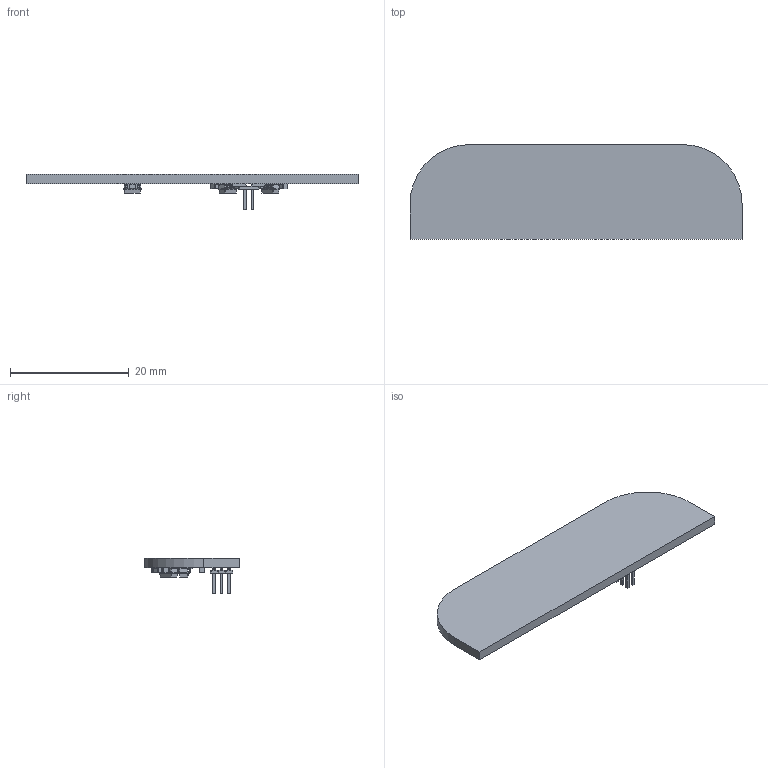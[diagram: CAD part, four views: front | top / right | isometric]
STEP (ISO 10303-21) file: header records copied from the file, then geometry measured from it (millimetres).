
FILE_DESCRIPTION(('KiCad electronic assembly'),'2;1');
FILE_NAME('Touchpad.step','2022-11-23T11:28:09',('Pcbnew'),('Kicad'), 'Open CASCADE STEP processor 7.6','KiCad to STEP converter','Unknown' );
FILE_SCHEMA(('AUTOMOTIVE_DESIGN { 1 0 10303 214 1 1 1 1 }'));
Length unit declared in the file: millimetre
Products named in the file (8): Touchpad 1; C_0603_1608Metric; SOLID; SOT-23-6; PinHeader_2x03_P1.27mm_Vertical_SMD; Touchpad PCB
Assembly tree (14 placements, depth 3):
  Touchpad 1
    C_0603_1608Metric  x6
      SOLID
    SOT-23-6  x3
      SOLID
    PinHeader_2x03_P1.27mm_Vertical_SMD
      SOLID
    Touchpad PCB
Bounding box: 56 x 16 x 6.05 mm (x, y, z)
Volume: 1402.2 mm3; surface area: 2131.4 mm2
Topology: 11 solids, 11 shells, 684 faces, 1740 edges, 1096 vertices
Faces by surface type: bspline 676, plane 6, cylinder 2
Entity records: 18622 total; most frequent: CARTESIAN_POINT 6613, B_SPLINE_CURVE_WITH_KNOTS 2010, ORIENTED_EDGE 1488, PCURVE 1488, DEFINITIONAL_REPRESENTATION 1488, EDGE_CURVE 744, SURFACE_CURVE 744, VERTEX_POINT 464
